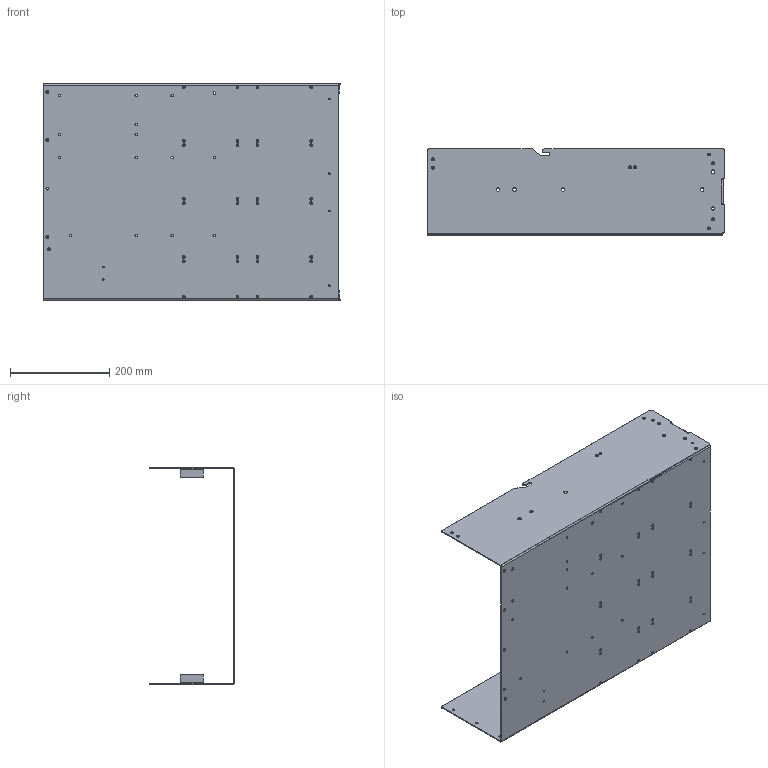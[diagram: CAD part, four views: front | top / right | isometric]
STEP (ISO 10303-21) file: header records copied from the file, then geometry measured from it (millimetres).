
FILE_DESCRIPTION(/* description */ (''),/* implementation_level */ '2;1');
FILE_NAME(/* name */ '24_Chassis.step',/* time_stamp */ '2024-11-18T04:13:02-07:00',/* author */ (''),/* organization */ (''),/* preprocessor_version */ 'ST-DEVELOPER v20',/* originating_system */ 'Autodesk Translation Framework v13.20.0.188',/* authorisation */ '');
FILE_SCHEMA (('AUTOMOTIVE_DESIGN { 1 0 10303 214 3 1 1 }'));
Length unit declared in the file: inch
Products named in the file (1): Server Chassis Bottom
Bounding box: 597.92 x 172.72 x 435.61 mm (x, y, z)
Volume: 936999.5 mm3; surface area: 930707.5 mm2
Topology: 1 solids, 1 shells, 236 faces, 612 edges, 378 vertices
Faces by surface type: cylinder 122, cone 62, plane 46, bspline 6
Full cylindrical faces by diameter (mm): 3.302 x42, 3.454 x26, 4.9 x15, 7.2 x12
Entity records: 8027 total; most frequent: CARTESIAN_POINT 1637, DIRECTION 1375, ORIENTED_EDGE 1224, EDGE_CURVE 612, AXIS2_PLACEMENT_3D 541, EDGE_LOOP 426, VERTEX_POINT 378, CIRCLE 306
